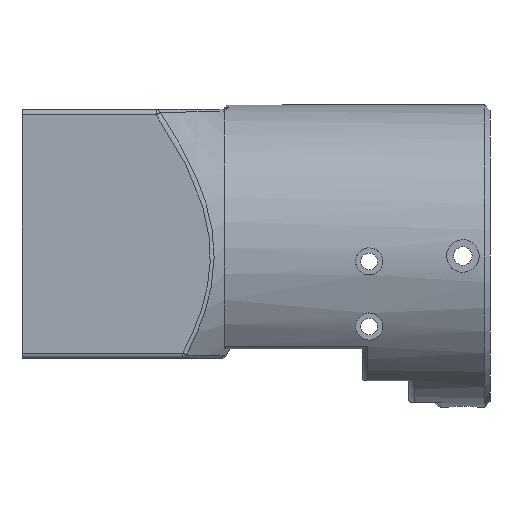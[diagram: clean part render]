
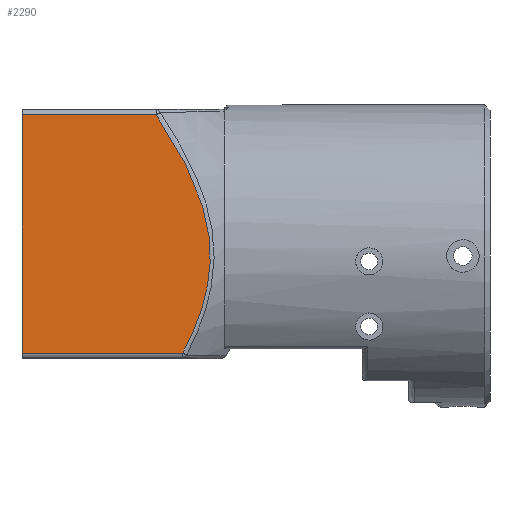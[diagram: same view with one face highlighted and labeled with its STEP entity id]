
A CAD part, front view. The second image highlights one B-rep face of the part: STEP entity #2290.
In plain terms, the highlighted face is planar.
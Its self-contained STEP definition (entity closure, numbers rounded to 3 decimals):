
#93=B_SPLINE_CURVE_WITH_KNOTS('',3,(#4124,#4125,#4126,#4127,#4128,#4129,
#4130,#4131,#4132),.UNSPECIFIED.,.F.,.F.,(4,1,1,1,1,1,4),(0.242,
1.586,2.258,2.93,3.602,4.274,
4.946),.UNSPECIFIED.);
#224=PLANE('',#2542);
#347=FACE_OUTER_BOUND('',#495,.T.);
#495=EDGE_LOOP('',(#2157,#2158,#2159,#2160));
#541=LINE('',#4037,#706);
#544=LINE('',#4138,#709);
#602=LINE('',#4534,#767);
#706=VECTOR('',#2734,10.);
#709=VECTOR('',#2749,10.);
#767=VECTOR('',#2895,10.);
#1038=VERTEX_POINT('',#3979);
#1041=VERTEX_POINT('',#4035);
#1043=VERTEX_POINT('',#4041);
#1046=VERTEX_POINT('',#4134);
#1279=EDGE_CURVE('',#1041,#1038,#541,.T.);
#1288=EDGE_CURVE('',#1038,#1043,#93,.T.);
#1291=EDGE_CURVE('',#1043,#1046,#544,.T.);
#1382=EDGE_CURVE('',#1046,#1041,#602,.T.);
#2157=ORIENTED_EDGE('',*,*,#1279,.F.);
#2158=ORIENTED_EDGE('',*,*,#1382,.F.);
#2159=ORIENTED_EDGE('',*,*,#1291,.F.);
#2160=ORIENTED_EDGE('',*,*,#1288,.F.);
#2290=ADVANCED_FACE('',(#347),#224,.T.);
#2542=AXIS2_PLACEMENT_3D('',#4756,#3188,#3189);
#2734=DIRECTION('',(0.,0.,-1.));
#2749=DIRECTION('',(0.,0.,1.));
#2895=DIRECTION('',(-1.,0.,0.));
#3188=DIRECTION('center_axis',(0.,1.,0.));
#3189=DIRECTION('ref_axis',(1.,0.,0.));
#3979=CARTESIAN_POINT('',(-26.,90.,814.233));
#4035=CARTESIAN_POINT('',(-26.,90.,838.981));
#4037=CARTESIAN_POINT('',(-26.,90.,844.231));
#4041=CARTESIAN_POINT('',(17.893,90.,809.36));
#4124=CARTESIAN_POINT('Ctrl Pts',(-26.,90.,814.233));
#4125=CARTESIAN_POINT('Ctrl Pts',(-22.275,90.,811.746));
#4126=CARTESIAN_POINT('Ctrl Pts',(-16.482,90.,808.279));
#4127=CARTESIAN_POINT('Ctrl Pts',(-8.055,90.,805.159));
#4128=CARTESIAN_POINT('Ctrl Pts',(-1.385,90.,804.051));
#4129=CARTESIAN_POINT('Ctrl Pts',(5.366,90.,804.53));
#4130=CARTESIAN_POINT('Ctrl Pts',(11.84,90.,806.429));
#4131=CARTESIAN_POINT('Ctrl Pts',(15.91,90.,808.319));
#4132=CARTESIAN_POINT('Ctrl Pts',(17.893,90.,809.36));
#4134=CARTESIAN_POINT('',(17.893,90.,838.981));
#4138=CARTESIAN_POINT('',(17.893,90.,844.231));
#4534=CARTESIAN_POINT('',(5.447,90.,838.981));
#4756=CARTESIAN_POINT('Origin',(10.893,90.,859.981));
